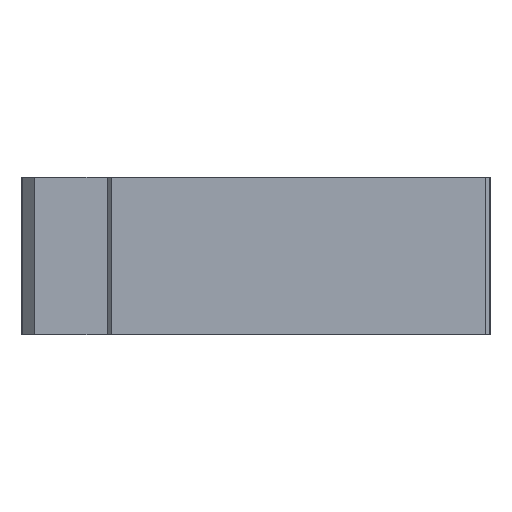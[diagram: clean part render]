
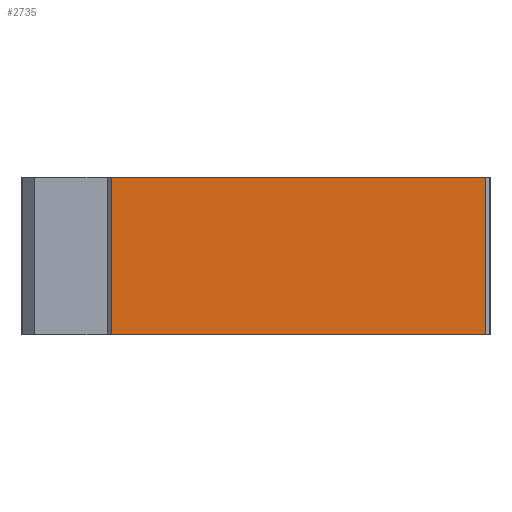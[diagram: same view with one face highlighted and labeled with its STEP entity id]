
A CAD part, left-side view. The second image highlights one B-rep face of the part: STEP entity #2735.
In plain terms, the highlighted planar face has unit normal (-1, 0, 0).
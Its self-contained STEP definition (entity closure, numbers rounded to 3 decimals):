
#85=PLANE($,#3070);
#145=FACE_OUTER_BOUND($,#254,.T.);
#254=EDGE_LOOP($,(#2282,#2283,#2284,#2285));
#722=LINE($,#7592,#954);
#723=LINE($,#7594,#955);
#724=LINE($,#7596,#956);
#725=LINE($,#7597,#957);
#954=VECTOR($,#3557,37.);
#955=VECTOR($,#3558,88.);
#956=VECTOR($,#3559,37.);
#957=VECTOR($,#3560,88.);
#1290=VERTEX_POINT($,#7590);
#1291=VERTEX_POINT($,#7591);
#1292=VERTEX_POINT($,#7593);
#1293=VERTEX_POINT($,#7595);
#1786=EDGE_CURVE($,#1290,#1291,#722,.T.);
#1787=EDGE_CURVE($,#1291,#1292,#723,.T.);
#1788=EDGE_CURVE($,#1292,#1293,#724,.T.);
#1789=EDGE_CURVE($,#1293,#1290,#725,.T.);
#2282=ORIENTED_EDGE($,*,*,#1786,.T.);
#2283=ORIENTED_EDGE($,*,*,#1787,.T.);
#2284=ORIENTED_EDGE($,*,*,#1788,.T.);
#2285=ORIENTED_EDGE($,*,*,#1789,.T.);
#2735=ADVANCED_FACE($,(#145),#85,.T.);
#3070=AXIS2_PLACEMENT_3D($,#7589,#3555,#3556);
#3555=DIRECTION('center_axis',(-1.,0.,0.));
#3556=DIRECTION('ref_axis',(0.,0.,1.));
#3557=DIRECTION($,(0.,0.,-1.));
#3558=DIRECTION($,(0.,-1.,0.));
#3559=DIRECTION($,(0.,0.,1.));
#3560=DIRECTION($,(0.,1.,0.));
#7589=CARTESIAN_POINT('Origin',(-80.,-59.,-18.5));
#7590=CARTESIAN_POINT('',(-80.,29.,0.));
#7591=CARTESIAN_POINT('',(-80.,29.,-37.));
#7592=CARTESIAN_POINT($,(-80.,29.,0.));
#7593=CARTESIAN_POINT('',(-80.,-59.,-37.));
#7594=CARTESIAN_POINT($,(-80.,29.,-37.));
#7595=CARTESIAN_POINT('',(-80.,-59.,0.));
#7596=CARTESIAN_POINT($,(-80.,-59.,-37.));
#7597=CARTESIAN_POINT($,(-80.,-59.,0.));
